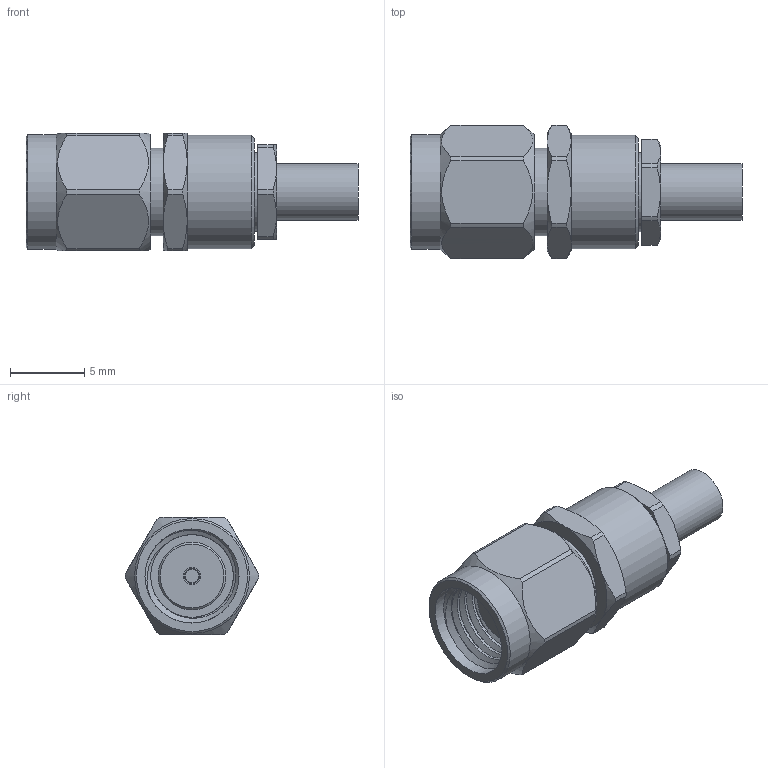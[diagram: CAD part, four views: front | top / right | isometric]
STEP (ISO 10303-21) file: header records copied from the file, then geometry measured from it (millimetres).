
FILE_DESCRIPTION (( 'STEP AP203' ), '1' );
FILE_NAME ('PE45008_3D.step', '2021-04-30T20:40:26', ( '' ), ( '' ), 'SwSTEP 2.0', 'SolidWorks 2020', '' );
FILE_SCHEMA (( 'CONFIG_CONTROL_DESIGN' ));
Length unit declared in the file: inch
Products named in the file (1): PE45008_3D
Bounding box: 22.42 x 8.99 x 7.94 mm (x, y, z)
Volume: 829.5 mm3; surface area: 1388.7 mm2
Topology: 3 solids, 3 shells, 122 faces, 296 edges, 196 vertices
Faces by surface type: cylinder 44, plane 40, cone 32, bspline 6
Full cylindrical faces by diameter (mm): 0.914 x1, 1 x1, 1.168 x1, 1.398 x1, 1.7 x1, 2.4 x1, 2.7 x1, 3.8 x1, 4.376 x1, 4.5 x1, 4.572 x1, 4.881 x1, 5.334 x2, 5.4 x1, 5.908 x1, 6.35 x6, 7.641 x1, 7.762 x1
Entity records: 6547 total; most frequent: CARTESIAN_POINT 4027, ORIENTED_EDGE 494, DIRECTION 472, EDGE_CURVE 247, AXIS2_PLACEMENT_3D 211, VERTEX_POINT 185, EDGE_LOOP 162, FACE_OUTER_BOUND 133
